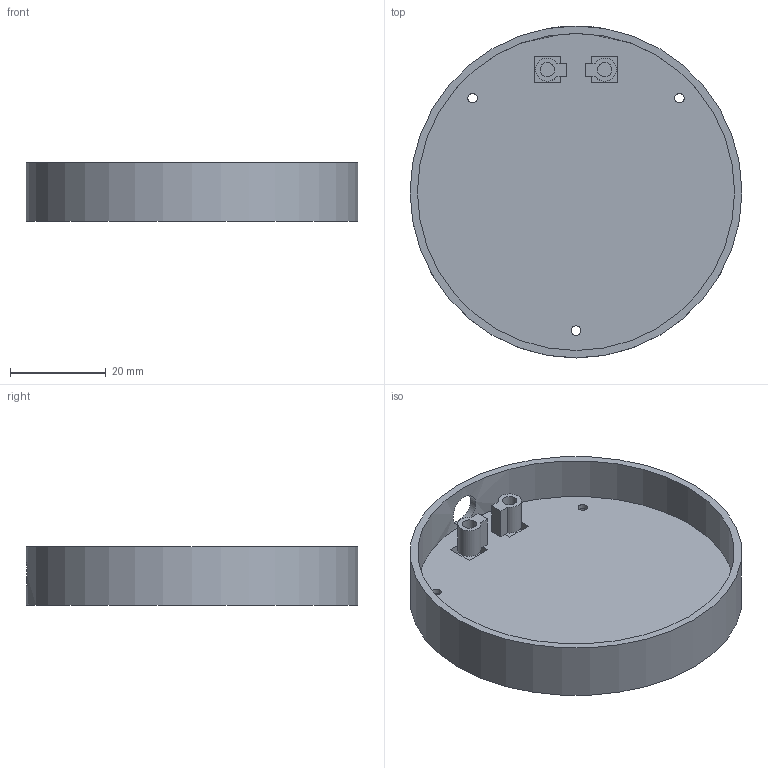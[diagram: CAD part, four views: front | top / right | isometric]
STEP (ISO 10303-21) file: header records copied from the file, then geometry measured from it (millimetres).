
FILE_DESCRIPTION(/* description */ (''),/* implementation_level */ '2;1');
FILE_NAME(/* name */ 'Spacemouse Compact Housing.step',/* time_stamp */ '2024-02-26T21:50:36+01:00',/* author */ (''),/* organization */ (''),/* preprocessor_version */ 'ST-DEVELOPER v20',/* originating_system */ 'Autodesk Translation Framework v12.20.1.177',/* authorisation */ '');
FILE_SCHEMA (('AUTOMOTIVE_DESIGN { 1 0 10303 214 3 1 1 }'));
Length unit declared in the file: millimetre
Products named in the file (1): Spacemouse mount
Bounding box: 69.5 x 69.5 x 12.16 mm (x, y, z)
Volume: 14364.4 mm3; surface area: 12719.4 mm2
Topology: 3 solids, 3 shells, 39 faces, 86 edges, 57 vertices
Faces by surface type: plane 26, cylinder 13
Full cylindrical faces by diameter (mm): 2 x3, 3 x2, 4 x3, 6.7 x1, 66.4 x1, 69.5 x1
Entity records: 1179 total; most frequent: CARTESIAN_POINT 249, DIRECTION 185, ORIENTED_EDGE 168, EDGE_CURVE 84, AXIS2_PLACEMENT_3D 65, EDGE_LOOP 56, VERTEX_POINT 56, LINE 55
